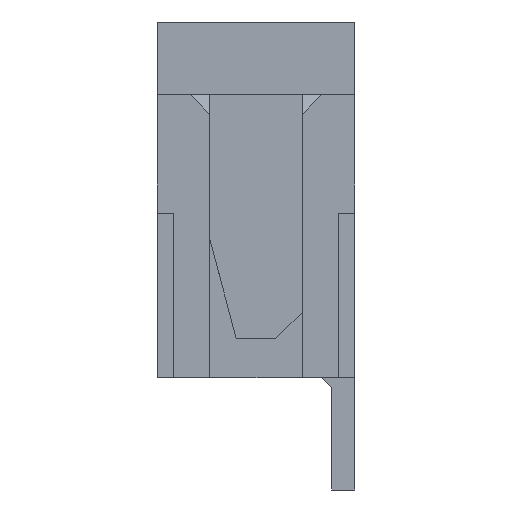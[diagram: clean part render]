
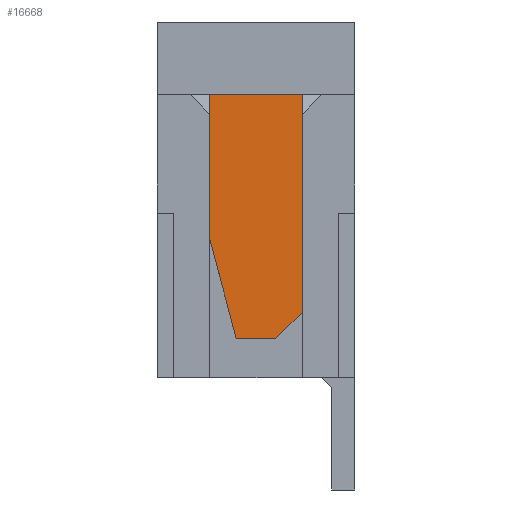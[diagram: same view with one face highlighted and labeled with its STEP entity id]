
A CAD part, left-side view. The second image highlights one B-rep face of the part: STEP entity #16668.
In plain terms, the highlighted planar face has unit normal (-1, 0, 0).
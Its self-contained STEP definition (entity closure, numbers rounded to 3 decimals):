
#4825=ORIENTED_EDGE('',*,*,#7288,.F.);
#4826=ORIENTED_EDGE('',*,*,#7289,.T.);
#4827=ORIENTED_EDGE('',*,*,#7282,.T.);
#4828=ORIENTED_EDGE('',*,*,#7251,.T.);
#4829=ORIENTED_EDGE('',*,*,#7290,.F.);
#4830=ORIENTED_EDGE('',*,*,#7291,.T.);
#7251=EDGE_CURVE('',#8772,#8773,#11093,.T.);
#7282=EDGE_CURVE('',#8794,#8772,#11124,.T.);
#7288=EDGE_CURVE('',#8799,#8800,#11130,.T.);
#7289=EDGE_CURVE('',#8799,#8794,#11131,.T.);
#7290=EDGE_CURVE('',#8801,#8773,#11132,.T.);
#7291=EDGE_CURVE('',#8801,#8800,#11133,.T.);
#8772=VERTEX_POINT('',#26136);
#8773=VERTEX_POINT('',#26137);
#8794=VERTEX_POINT('',#26199);
#8799=VERTEX_POINT('',#26211);
#8800=VERTEX_POINT('',#26212);
#8801=VERTEX_POINT('',#26215);
#11093=LINE('',#26135,#13451);
#11124=LINE('',#26198,#13482);
#11130=LINE('',#26210,#13488);
#11131=LINE('',#26213,#13489);
#11132=LINE('',#26214,#13490);
#11133=LINE('',#26216,#13491);
#13451=VECTOR('',#21435,1000.);
#13482=VECTOR('',#21486,1000.);
#13488=VECTOR('',#21494,1000.);
#13489=VECTOR('',#21495,1000.);
#13490=VECTOR('',#21496,1000.);
#13491=VECTOR('',#21497,1000.);
#14308=EDGE_LOOP('',(#4825,#4826,#4827,#4828,#4829,#4830));
#15100=FACE_BOUND('',#14308,.T.);
#15878=PLANE('',#17551);
#16668=ADVANCED_FACE('',(#15100),#15878,.F.);
#17551=AXIS2_PLACEMENT_3D('',#26209,#21492,#21493);
#21435=DIRECTION('',(0.,1.,0.));
#21486=DIRECTION('',(0.,0.,1.));
#21492=DIRECTION('',(1.,0.,0.));
#21493=DIRECTION('',(0.,0.,-1.));
#21494=DIRECTION('',(0.,1.,0.));
#21495=DIRECTION('',(0.,-0.707,0.707));
#21496=DIRECTION('',(0.,0.,1.));
#21497=DIRECTION('',(0.,-0.258,-0.966));
#26135=CARTESIAN_POINT('',(-17.75,-0.7,-0.55));
#26136=CARTESIAN_POINT('',(-17.75,-0.7,-0.55));
#26137=CARTESIAN_POINT('',(-17.75,0.7,-0.55));
#26198=CARTESIAN_POINT('',(-17.75,-0.7,-4.25));
#26199=CARTESIAN_POINT('',(-17.75,-0.7,-3.85));
#26209=CARTESIAN_POINT('',(-17.75,-0.7,-4.25));
#26210=CARTESIAN_POINT('',(-17.75,-0.7,-4.25));
#26211=CARTESIAN_POINT('',(-17.75,-0.3,-4.25));
#26212=CARTESIAN_POINT('',(-17.75,0.3,-4.25));
#26213=CARTESIAN_POINT('',(-17.75,-0.3,-4.25));
#26214=CARTESIAN_POINT('',(-17.75,0.7,-4.25));
#26215=CARTESIAN_POINT('',(-17.75,0.7,-2.75));
#26216=CARTESIAN_POINT('',(-17.75,0.3,-4.25));
